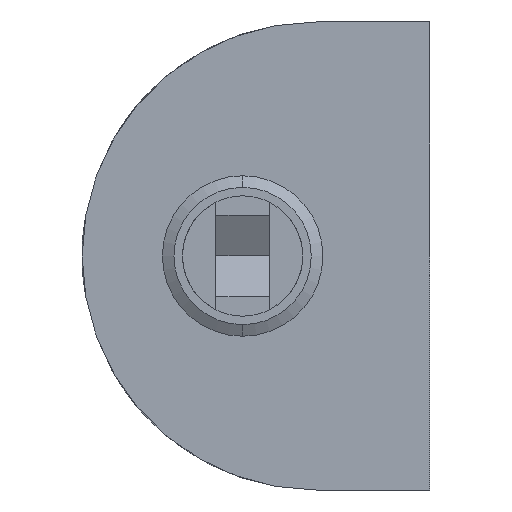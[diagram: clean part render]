
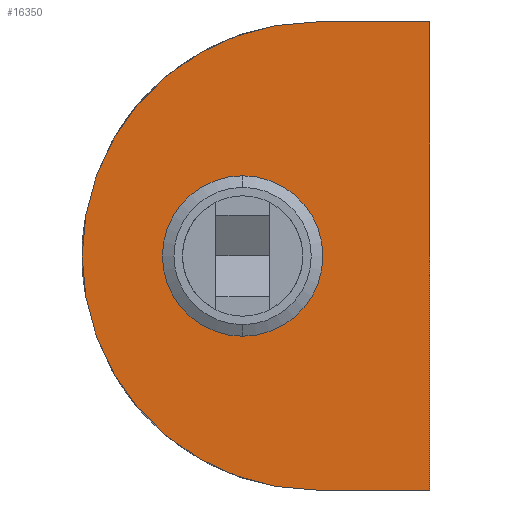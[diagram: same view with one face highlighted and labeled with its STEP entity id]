
A CAD part, left-side view. The second image highlights one B-rep face of the part: STEP entity #16350.
In plain terms, the highlighted planar face has unit normal (-1, 0, 0).
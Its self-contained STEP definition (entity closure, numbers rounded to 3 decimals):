
#7810=EDGE_CURVE('NONE',#7996,#15524,#22943,.T.);
#7996=VERTEX_POINT('NONE',#23150);
#9616=VERTEX_POINT('NONE',#24914);
#10308=VERTEX_POINT('NONE',#25667);
#10934=EDGE_CURVE('NONE',#21040,#7996,#26353,.T.);
#11570=EDGE_CURVE('NONE',#10308,#21040,#27045,.T.);
#15524=VERTEX_POINT('NONE',#31336);
#16170=VERTEX_POINT('NONE',#32034);
#16350=ADVANCED_FACE('NONE',(#32234,#32235),#32236,.F.);
#19740=EDGE_CURVE('NONE',#16170,#9616,#35945,.T.);
#20670=EDGE_CURVE('NONE',#10308,#15524,#36945,.T.);
#21040=VERTEX_POINT('NONE',#37351);
#22090=EDGE_CURVE('NONE',#9616,#16170,#38486,.T.);
#22943=LINE('',#39503,#39504);
#23150=CARTESIAN_POINT('',(-6.0,0.0,-17.5));
#24914=CARTESIAN_POINT('',(-6.0,14.0,-6.0));
#25667=CARTESIAN_POINT('',(-6.0,8.5,17.5));
#26353=LINE('',#45232,#45233);
#27045=CIRCLE('',#46459,17.5);
#31336=CARTESIAN_POINT('',(-6.0,0.0,17.5));
#32034=CARTESIAN_POINT('',(-6.0,14.0,6.0));
#32234=FACE_OUTER_BOUND('',#55438,.T.);
#32235=FACE_BOUND('',#55439,.T.);
#32236=PLANE('',#55440);
#35945=CIRCLE('',#61617,6.0);
#36945=LINE('',#63393,#63394);
#37351=CARTESIAN_POINT('',(-6.0,8.5,-17.5));
#38486=CIRCLE('',#66088,6.0);
#39503=CARTESIAN_POINT('',(-6.0,0.0,-17.5));
#39504=VECTOR('',#67339,1000.0);
#45232=CARTESIAN_POINT('',(-6.0,8.5,-17.5));
#45233=VECTOR('',#70435,1000.0);
#46459=AXIS2_PLACEMENT_3D('',#70936,#70937,#70938);
#55438=EDGE_LOOP('',(#75613,#75614,#75615,#75616));
#55439=EDGE_LOOP('',(#75617,#75618));
#55440=AXIS2_PLACEMENT_3D('',#75619,#75620,#75621);
#61617=AXIS2_PLACEMENT_3D('',#80054,#80055,#80056);
#63393=CARTESIAN_POINT('',(-6.0,8.5,17.5));
#63394=VECTOR('',#81108,1000.0);
#66088=AXIS2_PLACEMENT_3D('',#82359,#82360,#82361);
#67339=DIRECTION('',(0.,0.0,1.0));
#70435=DIRECTION('',(0.0,-1.0,-0.0));
#70936=CARTESIAN_POINT('',(-6.0,8.5,0.));
#70937=DIRECTION('',(-1.0,0.0,0.));
#70938=DIRECTION('',(0.,0.0,1.0));
#75613=ORIENTED_EDGE('',*,*,#7810,.T.);
#75614=ORIENTED_EDGE('',*,*,#20670,.F.);
#75615=ORIENTED_EDGE('',*,*,#11570,.T.);
#75616=ORIENTED_EDGE('',*,*,#10934,.T.);
#75617=ORIENTED_EDGE('',*,*,#19740,.F.);
#75618=ORIENTED_EDGE('',*,*,#22090,.F.);
#75619=CARTESIAN_POINT('',(-6.0,8.5,-17.5));
#75620=DIRECTION('',(1.0,0.0,0.));
#75621=DIRECTION('',(0.0,-1.0,0.0));
#80054=CARTESIAN_POINT('',(-6.0,14.0,0.));
#80055=DIRECTION('',(-1.0,0.0,0.));
#80056=DIRECTION('',(0.,0.0,1.0));
#81108=DIRECTION('',(0.0,-1.0,-0.0));
#82359=CARTESIAN_POINT('',(-6.0,14.0,0.));
#82360=DIRECTION('',(-1.0,0.0,0.));
#82361=DIRECTION('',(0.,0.0,1.0));
